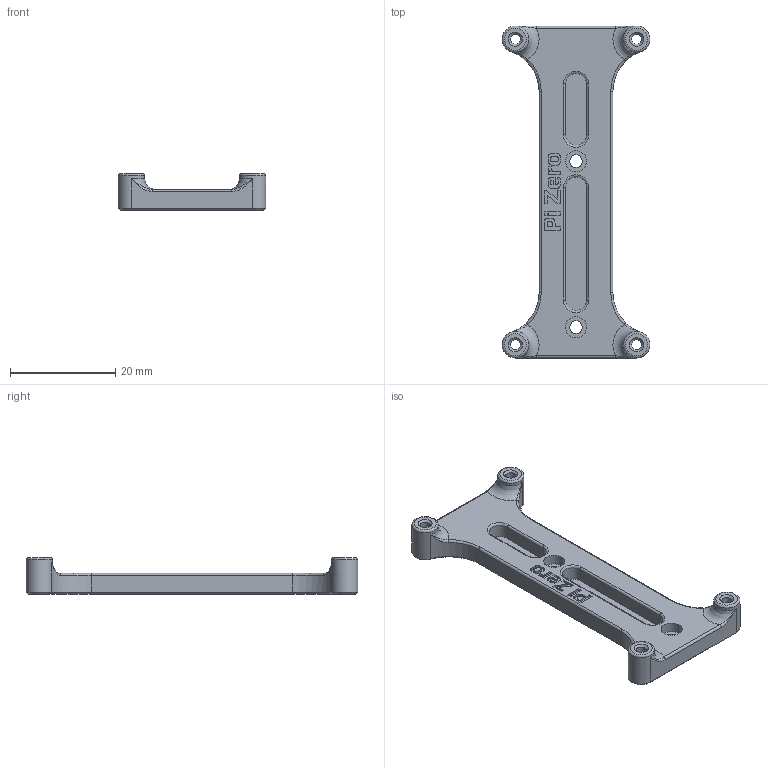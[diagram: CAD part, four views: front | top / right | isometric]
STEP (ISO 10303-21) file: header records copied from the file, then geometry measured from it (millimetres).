
FILE_DESCRIPTION(/* description */ (''),/* implementation_level */ '2;1');
FILE_NAME(/* name */ 'Raspberry_Pi_Zero_DIN_Mount.step',/* time_stamp */ '2023-03-02T20:52:10-08:00',/* author */ (''),/* organization */ (''),/* preprocessor_version */ 'ST-DEVELOPER v19.2',/* originating_system */ 'Autodesk Translation Framework v11.17.0.187',/* authorisation */ '');
FILE_SCHEMA (('AUTOMOTIVE_DESIGN { 1 0 10303 214 3 1 1 }'));
Length unit declared in the file: millimetre
Products named in the file (1): Raspberry_Pi_Zero_DIN_Mount
Bounding box: 28 x 63 x 7 mm (x, y, z)
Volume: 3835.4 mm3; surface area: 3425.7 mm2
Topology: 1 solids, 1 shells, 208 faces, 530 edges, 330 vertices
Faces by surface type: plane 80, bspline 66, cylinder 28, cone 18, torus 16
Full cylindrical faces by diameter (mm): 1.9 x4, 2.4 x2, 4 x2, 5 x4
Entity records: 6685 total; most frequent: CARTESIAN_POINT 2031, ORIENTED_EDGE 1044, DIRECTION 782, EDGE_CURVE 522, VERTEX_POINT 330, LINE 284, VECTOR 284, AXIS2_PLACEMENT_3D 249
